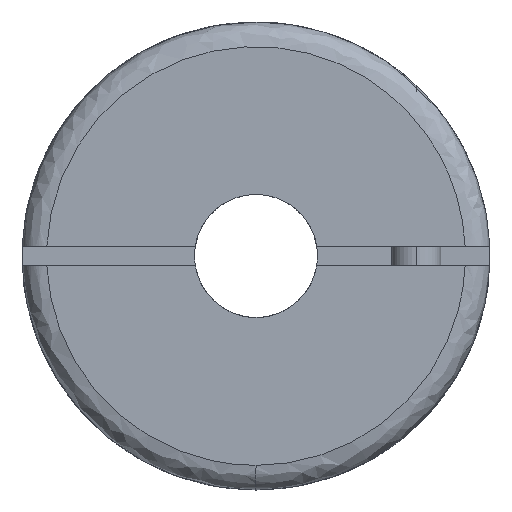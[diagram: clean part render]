
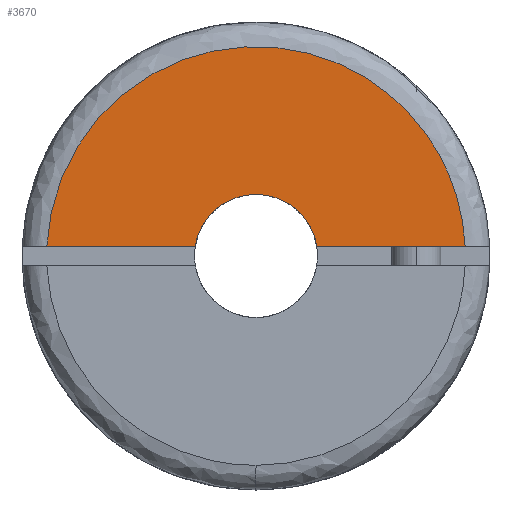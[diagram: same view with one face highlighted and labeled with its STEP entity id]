
A CAD part, left-side view. The second image highlights one B-rep face of the part: STEP entity #3670.
In plain terms, the highlighted planar face has unit normal (-1, 0, 0).
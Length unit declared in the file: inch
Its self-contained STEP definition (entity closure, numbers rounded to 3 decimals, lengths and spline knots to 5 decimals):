
#63 = EDGE_CURVE ( 'NONE', #4366, #4165, #3081, .T. ) ;
#233 = CARTESIAN_POINT ( 'NONE',  ( 0., 0., 0. ) ) ;
#291 = EDGE_LOOP ( 'NONE', ( #4478, #4566, #1274, #2755, #3072 ) ) ;
#841 = VECTOR ( 'NONE', #4551, 39.37008 ) ;
#849 = CARTESIAN_POINT ( 'NONE',  ( 0., 0.33465, 0. ) ) ;
#870 = AXIS2_PLACEMENT_3D ( 'NONE', #233, #984, #3201 ) ;
#984 = DIRECTION ( 'NONE',  ( 1., 0., 0. ) ) ;
#1059 = DIRECTION ( 'NONE',  ( 0., 0., 1. ) ) ;
#1207 = CARTESIAN_POINT ( 'NONE',  ( 0., 0.30552, 0.62611 ) ) ;
#1274 = ORIENTED_EDGE ( 'NONE', *, *, #4246, .F. ) ;
#1364 = DIRECTION ( 'NONE',  ( 0., 0., 1. ) ) ;
#1374 = VECTOR ( 'NONE', #4890, 39.37008 ) ;
#1755 = PLANE ( 'NONE',  #4030 ) ;
#1854 = CIRCLE ( 'NONE', #4647, 0.09843 ) ;
#2483 = LINE ( 'NONE', #4659, #841 ) ;
#2579 = VERTEX_POINT ( 'NONE', #3458 ) ;
#2698 = EDGE_CURVE ( 'NONE', #4165, #3589, #3791, .T. ) ;
#2755 = ORIENTED_EDGE ( 'NONE', *, *, #2698, .F. ) ;
#2769 = CARTESIAN_POINT ( 'NONE',  ( 0., -0.09716, 0.01575 ) ) ;
#2972 = CARTESIAN_POINT ( 'NONE',  ( 0., 0.09716, 0.01575 ) ) ;
#3009 = CARTESIAN_POINT ( 'NONE',  ( 0., -0.33427, 0.01575 ) ) ;
#3072 = ORIENTED_EDGE ( 'NONE', *, *, #63, .F. ) ;
#3081 = LINE ( 'NONE', #4408, #1374 ) ;
#3201 = DIRECTION ( 'NONE',  ( 0., 0., 1. ) ) ;
#3219 = CARTESIAN_POINT ( 'NONE',  ( 0., 0., 0. ) ) ;
#3404 = EDGE_CURVE ( 'NONE', #4366, #2579, #1854, .T. ) ;
#3458 = CARTESIAN_POINT ( 'NONE',  ( 0., 0., 0.09843 ) ) ;
#3589 = VERTEX_POINT ( 'NONE', #3009 ) ;
#3670 = ADVANCED_FACE ( 'NONE', ( #4752 ), #1755, .T. ) ;
#3791 =( BOUNDED_CURVE ( )  B_SPLINE_CURVE ( 3, ( #4687, #1207, #5569, #3814 ),
 .UNSPECIFIED., .F., .T. ) 
 B_SPLINE_CURVE_WITH_KNOTS ( ( 4, 4 ),
 ( 0., 1. ),
 .UNSPECIFIED. ) 
 CURVE ( )  GEOMETRIC_REPRESENTATION_ITEM ( )  RATIONAL_B_SPLINE_CURVE ( ( 1., 0.365, 0.365, 1. ) ) 
 REPRESENTATION_ITEM ( '' )  );
#3814 = CARTESIAN_POINT ( 'NONE',  ( 0., -0.33427, 0.01575 ) ) ;
#3884 = DIRECTION ( 'NONE',  ( -1., 0., 0. ) ) ;
#4030 = AXIS2_PLACEMENT_3D ( 'NONE', #849, #3884, #1364 ) ;
#4165 = VERTEX_POINT ( 'NONE', #4447 ) ;
#4246 = EDGE_CURVE ( 'NONE', #3589, #4971, #2483, .T. ) ;
#4366 = VERTEX_POINT ( 'NONE', #2972 ) ;
#4408 = CARTESIAN_POINT ( 'NONE',  ( 0., 0.37402, 0.01575 ) ) ;
#4447 = CARTESIAN_POINT ( 'NONE',  ( 0., 0.33427, 0.01575 ) ) ;
#4478 = ORIENTED_EDGE ( 'NONE', *, *, #3404, .T. ) ;
#4551 = DIRECTION ( 'NONE',  ( 0., 1., 0. ) ) ;
#4566 = ORIENTED_EDGE ( 'NONE', *, *, #4954, .T. ) ;
#4647 = AXIS2_PLACEMENT_3D ( 'NONE', #3219, #4941, #1059 ) ;
#4659 = CARTESIAN_POINT ( 'NONE',  ( 0., 0.37402, 0.01575 ) ) ;
#4687 = CARTESIAN_POINT ( 'NONE',  ( 0., 0.33427, 0.01575 ) ) ;
#4752 = FACE_OUTER_BOUND ( 'NONE', #291, .T. ) ;
#4852 = CIRCLE ( 'NONE', #870, 0.09843 ) ;
#4890 = DIRECTION ( 'NONE',  ( 0., 1., 0. ) ) ;
#4941 = DIRECTION ( 'NONE',  ( 1., 0., 0. ) ) ;
#4954 = EDGE_CURVE ( 'NONE', #2579, #4971, #4852, .T. ) ;
#4971 = VERTEX_POINT ( 'NONE', #2769 ) ;
#5569 = CARTESIAN_POINT ( 'NONE',  ( 0., -0.30552, 0.62611 ) ) ;
